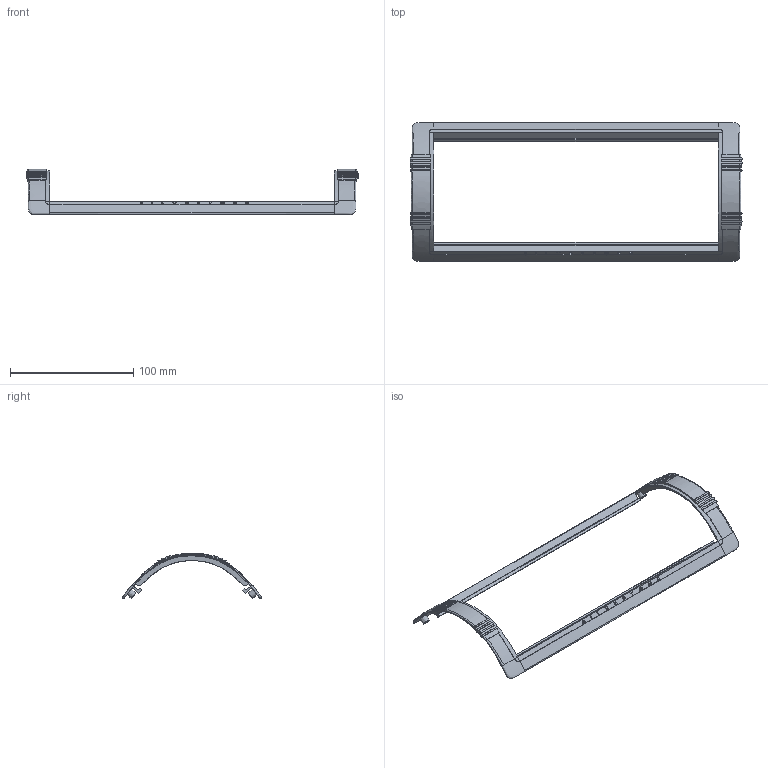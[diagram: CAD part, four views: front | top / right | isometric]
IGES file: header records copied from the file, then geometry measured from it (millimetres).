
Global section: file name: 43Hsilvertone.igs; native system: Rhinoceros ( Jun  9 2014 ); preprocessor: Trout Lake IGES 012 Jun  9 2014; date: 140708.174456; units: millimetre
Bounding box: 269.77 x 112.86 x 37.12 mm (x, y, z)
Surface area: 34972.6 mm2 (no closed solid volume)
Topology: 0 solids, 0 shells, 356 faces, 2737 edges, 2725 vertices
Faces by surface type: bspline 356
